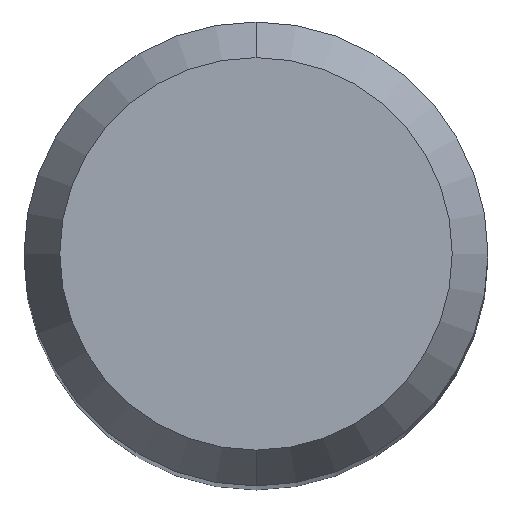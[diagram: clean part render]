
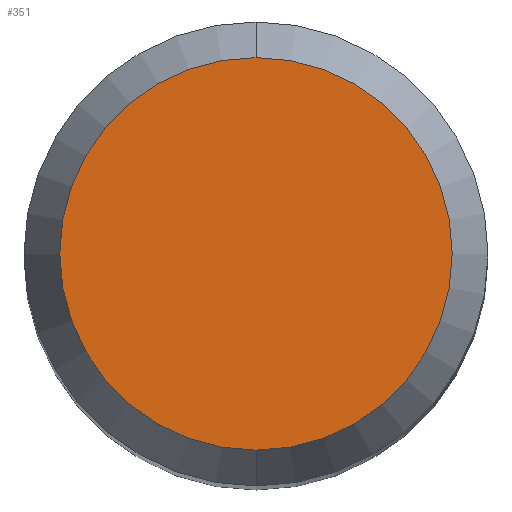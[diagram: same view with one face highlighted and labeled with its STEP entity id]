
A CAD part, top view. The second image highlights one B-rep face of the part: STEP entity #351.
In plain terms, the highlighted planar face has unit normal (0, 0, 1).
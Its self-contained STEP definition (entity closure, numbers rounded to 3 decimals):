
#197=EDGE_CURVE('',#355,#269,#475,.T.);
#239=EDGE_CURVE('',#269,#355,#523,.T.);
#269=VERTEX_POINT('',#556);
#351=ADVANCED_FACE('',(#647),#648,.T.);
#355=VERTEX_POINT('',#652);
#475=CIRCLE('',#785,2.538);
#523=CIRCLE('',#931,2.538);
#556=CARTESIAN_POINT('',(0.0,2.538,29.835));
#647=FACE_OUTER_BOUND('',#1197,.T.);
#648=PLANE('',#1198);
#652=CARTESIAN_POINT('',(0.,-2.538,29.835));
#785=AXIS2_PLACEMENT_3D('',#1376,#1377,#1378);
#931=AXIS2_PLACEMENT_3D('',#1438,#1439,#1440);
#1197=EDGE_LOOP('',(#1586,#1587));
#1198=AXIS2_PLACEMENT_3D('',#1588,#1589,#1590);
#1376=CARTESIAN_POINT('',(0.0,0.0,29.835));
#1377=DIRECTION('',(0.0,0.0,-1.0));
#1378=DIRECTION('',(0.0,1.0,0.0));
#1438=CARTESIAN_POINT('',(0.0,0.0,29.835));
#1439=DIRECTION('',(0.0,0.0,-1.0));
#1440=DIRECTION('',(0.0,1.0,0.0));
#1586=ORIENTED_EDGE('',*,*,#239,.F.);
#1587=ORIENTED_EDGE('',*,*,#197,.F.);
#1588=CARTESIAN_POINT('',(0.0,1.269,29.835));
#1589=DIRECTION('',(-0.0,0.0,1.0));
#1590=DIRECTION('',(0.0,-1.0,0.0));
